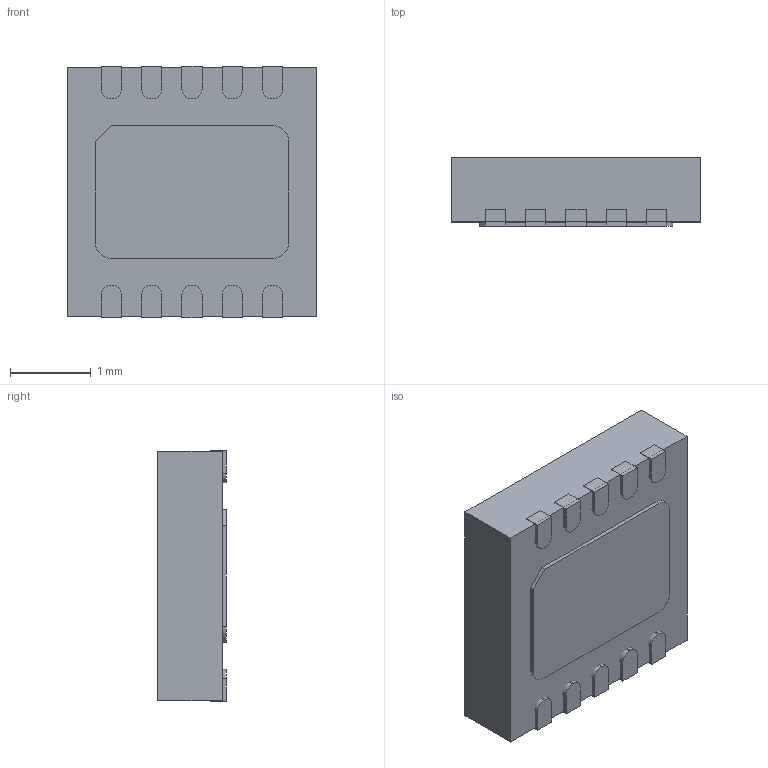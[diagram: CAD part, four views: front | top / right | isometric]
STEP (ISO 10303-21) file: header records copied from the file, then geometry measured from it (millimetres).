
FILE_DESCRIPTION (( 'STEP AP214' ), '1' );
FILE_NAME ('User Library-DFN10_cdo.STEP', '2015-11-19T14:54:31', ( 'Windows User' ), ( '' ), 'SwSTEP 2.0', 'SolidWorks 2016', '' );
FILE_SCHEMA (( 'AUTOMOTIVE_DESIGN' ));
Length unit declared in the file: millimetre
Products named in the file (1): User Library-DFN10_cdo
Bounding box: 3.1 x 0.85 x 3.12 mm (x, y, z)
Volume: 8.1 mm3; surface area: 34 mm2
Topology: 11 solids, 11 shells, 153 faces, 366 edges, 244 vertices
Faces by surface type: plane 112, cylinder 25, bspline 16
Entity records: 7229 total; most frequent: CARTESIAN_POINT 1996, ORIENTED_EDGE 732, DIRECTION 660, EDGE_CURVE 366, LINE 284, VECTOR 284, VERTEX_POINT 244, AXIS2_PLACEMENT_3D 188
